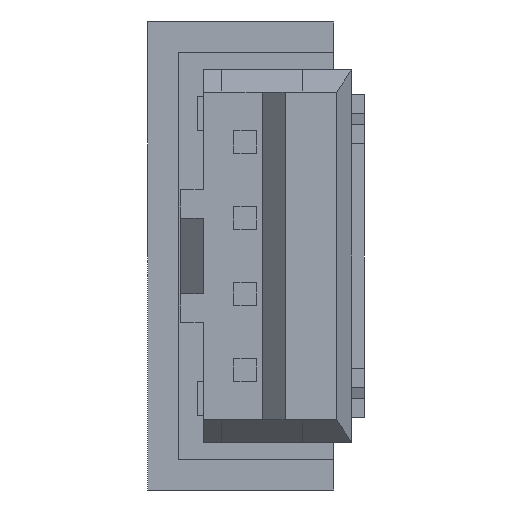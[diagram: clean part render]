
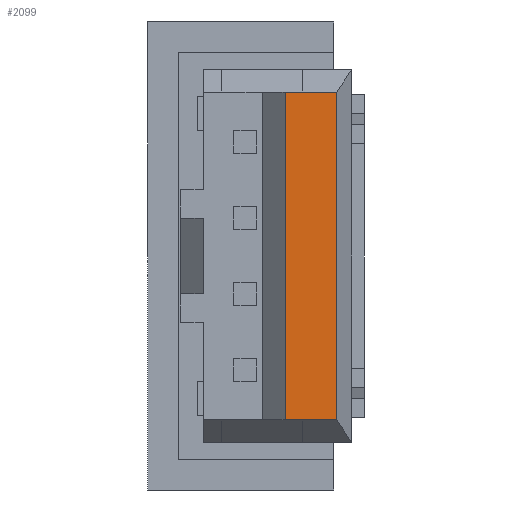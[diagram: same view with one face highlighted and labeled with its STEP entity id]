
A CAD part, left-side view. The second image highlights one B-rep face of the part: STEP entity #2099.
In plain terms, the highlighted face is planar.
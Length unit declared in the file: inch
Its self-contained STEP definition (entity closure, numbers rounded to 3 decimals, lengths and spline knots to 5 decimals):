
#399 = LINE ( 'NONE', #2727, #6871 ) ;
#402 = VECTOR ( 'NONE', #9271, 39.37008 ) ;
#1622 = CARTESIAN_POINT ( 'NONE',  ( -0.2815, 0.03839, 0.13484 ) ) ;
#2099 = ADVANCED_FACE ( 'NONE', ( #3654 ), #5809, .F. ) ;
#2150 = DIRECTION ( 'NONE',  ( 0., 0., -1. ) ) ;
#2242 = EDGE_CURVE ( 'NONE', #7834, #5790, #8381, .T. ) ;
#2311 = EDGE_CURVE ( 'NONE', #5364, #2498, #399, .T. ) ;
#2404 = DIRECTION ( 'NONE',  ( 1., 0., 0. ) ) ;
#2498 = VERTEX_POINT ( 'NONE', #5792 ) ;
#2563 = VECTOR ( 'NONE', #2404, 39.37008 ) ;
#2727 = CARTESIAN_POINT ( 'NONE',  ( -0.2815, 0.09154, 0.13484 ) ) ;
#3453 = LINE ( 'NONE', #8510, #402 ) ;
#3607 = EDGE_CURVE ( 'NONE', #5364, #5790, #3453, .T. ) ;
#3654 = FACE_OUTER_BOUND ( 'NONE', #4771, .T. ) ;
#4255 = DIRECTION ( 'NONE',  ( 0., 1., 0. ) ) ;
#4771 = EDGE_LOOP ( 'NONE', ( #6508, #6863, #9451, #5680 ) ) ;
#5316 = CARTESIAN_POINT ( 'NONE',  ( 0.08071, 0.03839, 0.13484 ) ) ;
#5364 = VERTEX_POINT ( 'NONE', #5944 ) ;
#5512 = DIRECTION ( 'NONE',  ( -1., 0., 0. ) ) ;
#5680 = ORIENTED_EDGE ( 'NONE', *, *, #2242, .T. ) ;
#5790 = VERTEX_POINT ( 'NONE', #5316 ) ;
#5792 = CARTESIAN_POINT ( 'NONE',  ( -0.25787, 0.09154, 0.13484 ) ) ;
#5809 = PLANE ( 'NONE',  #7017 ) ;
#5944 = CARTESIAN_POINT ( 'NONE',  ( 0.08071, 0.09154, 0.13484 ) ) ;
#6508 = ORIENTED_EDGE ( 'NONE', *, *, #3607, .F. ) ;
#6600 = DIRECTION ( 'NONE',  ( -1., 0., 0. ) ) ;
#6702 = CARTESIAN_POINT ( 'NONE',  ( -0.25787, 0.03839, 0.13484 ) ) ;
#6863 = ORIENTED_EDGE ( 'NONE', *, *, #2311, .T. ) ;
#6871 = VECTOR ( 'NONE', #5512, 39.37008 ) ;
#7017 = AXIS2_PLACEMENT_3D ( 'NONE', #8764, #2150, #6600 ) ;
#7241 = VECTOR ( 'NONE', #4255, 39.37008 ) ;
#7289 = LINE ( 'NONE', #7966, #7241 ) ;
#7730 = EDGE_CURVE ( 'NONE', #7834, #2498, #7289, .T. ) ;
#7834 = VERTEX_POINT ( 'NONE', #6702 ) ;
#7966 = CARTESIAN_POINT ( 'NONE',  ( -0.25787, 0.03839, 0.13484 ) ) ;
#8381 = LINE ( 'NONE', #1622, #2563 ) ;
#8510 = CARTESIAN_POINT ( 'NONE',  ( 0.08071, 0.03839, 0.13484 ) ) ;
#8764 = CARTESIAN_POINT ( 'NONE',  ( -0.2815, 0.03839, 0.13484 ) ) ;
#9271 = DIRECTION ( 'NONE',  ( 0., -1., 0. ) ) ;
#9451 = ORIENTED_EDGE ( 'NONE', *, *, #7730, .F. ) ;
